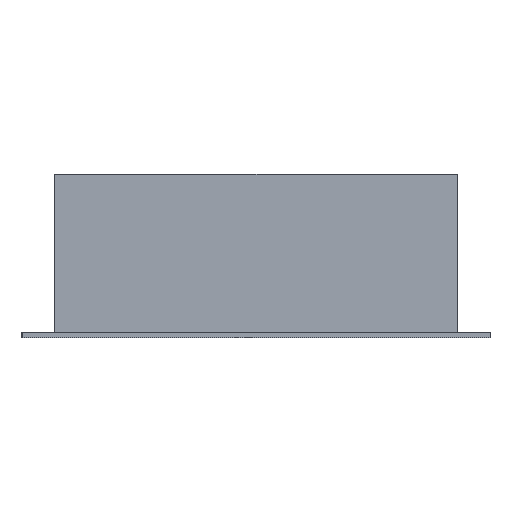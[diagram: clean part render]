
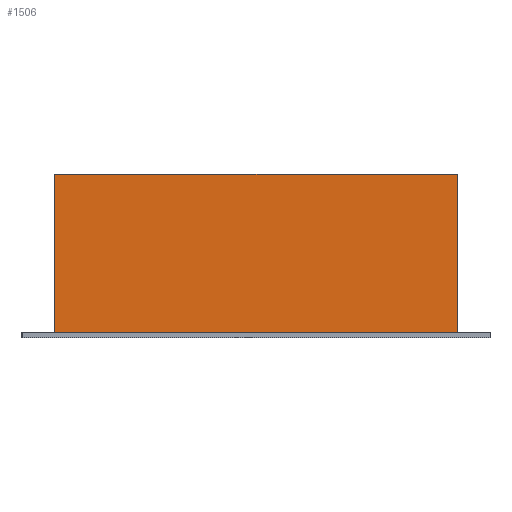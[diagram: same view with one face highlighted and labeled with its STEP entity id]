
A CAD part, left-side view. The second image highlights one B-rep face of the part: STEP entity #1506.
In plain terms, the highlighted planar face has unit normal (-1, 0, 0).
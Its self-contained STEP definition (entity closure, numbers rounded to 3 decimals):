
#40 = DIRECTION ( 'NONE',  ( 0., 0., 1. ) ) ;
#41 = VECTOR ( 'NONE', #40, 1000. ) ;
#43 = CARTESIAN_POINT ( 'NONE',  ( -1.587, 0.775, 0.61 ) ) ;
#53 = DIRECTION ( 'NONE',  ( 0., 0., 1. ) ) ;
#54 = VECTOR ( 'NONE', #53, 1000. ) ;
#55 = CARTESIAN_POINT ( 'NONE',  ( -1.587, -0.775, 0.61 ) ) ;
#56 = LINE ( 'NONE', #55, #54 ) ;
#57 = LINE ( 'NONE', #43, #41 ) ;
#359 = LINE ( 'NONE', #400, #399 ) ;
#398 = DIRECTION ( 'NONE',  ( 0., -1., 0. ) ) ;
#399 = VECTOR ( 'NONE', #398, 1000. ) ;
#400 = CARTESIAN_POINT ( 'NONE',  ( -1.587, 0.775, 0.61 ) ) ;
#595 = CARTESIAN_POINT ( 'NONE',  ( -1.587, 0.775, 0. ) ) ;
#596 = LINE ( 'NONE', #595, #646 ) ;
#645 = DIRECTION ( 'NONE',  ( 0., -1., 0. ) ) ;
#646 = VECTOR ( 'NONE', #645, 1000. ) ;
#658 = CARTESIAN_POINT ( 'NONE',  ( -1.587, 0.775, 0. ) ) ;
#696 = CARTESIAN_POINT ( 'NONE',  ( -1.587, -0.775, 0.61 ) ) ;
#698 = CARTESIAN_POINT ( 'NONE',  ( -1.587, 0.775, 0.61 ) ) ;
#704 = CARTESIAN_POINT ( 'NONE',  ( -1.587, -0.775, 0. ) ) ;
#1496 = ORIENTED_EDGE ( 'NONE', *, *, #2086, .F. ) ;
#1502 = ORIENTED_EDGE ( 'NONE', *, *, #2155, .T. ) ;
#1506 = ADVANCED_FACE ( 'NONE', ( #1599 ), #1644, .F. ) ;
#1513 = EDGE_CURVE ( 'NONE', #2181, #2184, #56, .T. ) ;
#1519 = EDGE_CURVE ( 'NONE', #2192, #2182, #57, .T. ) ;
#1599 = FACE_OUTER_BOUND ( 'NONE', #2189, .T. ) ;
#1618 = AXIS2_PLACEMENT_3D ( 'NONE', #1631, #1640, #1638 ) ;
#1631 = CARTESIAN_POINT ( 'NONE',  ( -1.587, 0.775, 0.61 ) ) ;
#1638 = DIRECTION ( 'NONE',  ( 0., 0., -1. ) ) ;
#1640 = DIRECTION ( 'NONE',  ( 1., 0., 0. ) ) ;
#1644 = PLANE ( 'NONE',  #1618 ) ;
#2085 = ORIENTED_EDGE ( 'NONE', *, *, #1513, .T. ) ;
#2086 = EDGE_CURVE ( 'NONE', #2182, #2184, #359, .T. ) ;
#2155 = EDGE_CURVE ( 'NONE', #2192, #2181, #596, .T. ) ;
#2168 = ORIENTED_EDGE ( 'NONE', *, *, #1519, .F. ) ;
#2181 = VERTEX_POINT ( 'NONE', #704 ) ;
#2182 = VERTEX_POINT ( 'NONE', #698 ) ;
#2184 = VERTEX_POINT ( 'NONE', #696 ) ;
#2189 = EDGE_LOOP ( 'NONE', ( #2085, #1496, #2168, #1502 ) ) ;
#2192 = VERTEX_POINT ( 'NONE', #658 ) ;
